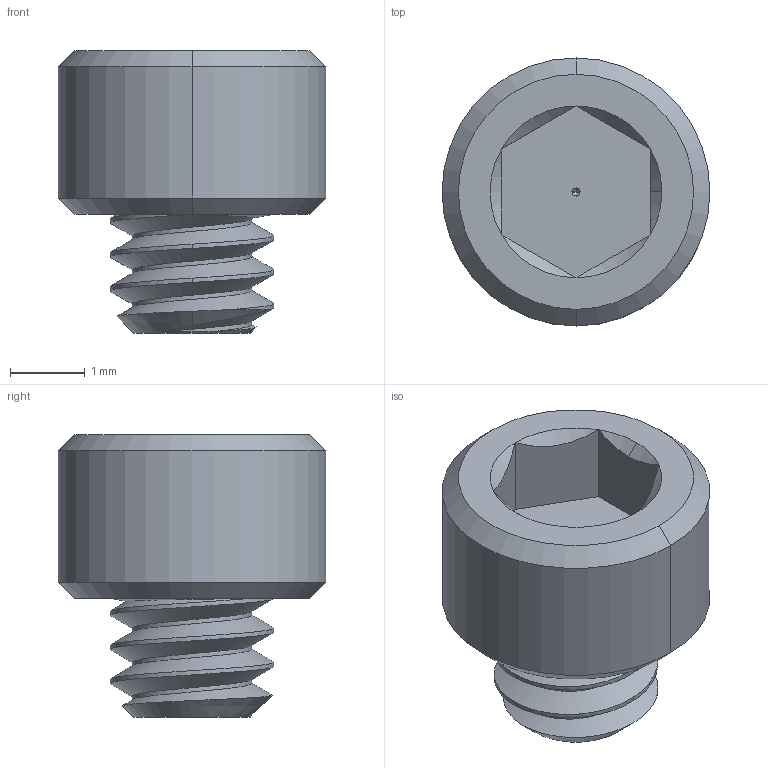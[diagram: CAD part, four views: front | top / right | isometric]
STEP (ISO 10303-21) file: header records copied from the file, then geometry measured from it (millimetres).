
FILE_DESCRIPTION (( 'STEP AP203' ), '1' );
FILE_NAME ('91251A213_Black-Oxide Alloy Steel Socket Head Screw.STEP', '2021-09-07T19:29:01', ( 'Administrator' ), ( 'Managed by Terraform' ), 'SwSTEP 2.0', 'SolidWorks 2017', '' );
FILE_SCHEMA (( 'CONFIG_CONTROL_DESIGN' ));
Length unit declared in the file: inch
Products named in the file (1): 91251A213_Black-Oxide Alloy Steel Socket Head Screw
Bounding box: 3.57 x 3.57 x 3.77 mm (x, y, z)
Volume: 22 mm3; surface area: 63.5 mm2
Topology: 1 solids, 1 shells, 40 faces, 90 edges, 53 vertices
Faces by surface type: cone 19, plane 10, cylinder 8, bspline 3
Entity records: 1665 total; most frequent: CARTESIAN_POINT 780, ORIENTED_EDGE 176, DIRECTION 155, EDGE_CURVE 88, AXIS2_PLACEMENT_3D 62, VERTEX_POINT 53, EDGE_LOOP 43, FACE_OUTER_BOUND 40
